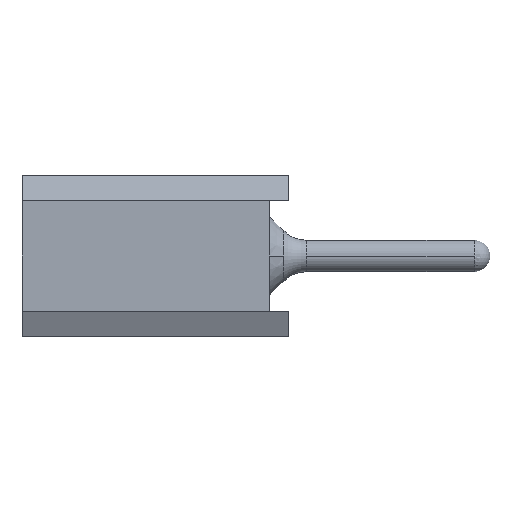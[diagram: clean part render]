
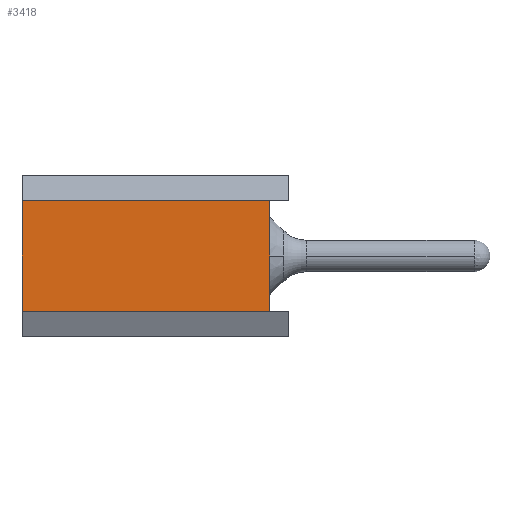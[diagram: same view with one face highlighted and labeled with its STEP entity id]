
A CAD part, left-side view. The second image highlights one B-rep face of the part: STEP entity #3418.
In plain terms, the highlighted planar face has unit normal (-1, 0, 0).
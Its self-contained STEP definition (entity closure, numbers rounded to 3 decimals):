
#1968=EDGE_CURVE('',#5460,#3798,#5813,.T.);
#2158=VERTEX_POINT('',#6019);
#2894=VERTEX_POINT('',#6842);
#3142=EDGE_CURVE('',#3798,#2158,#7118,.T.);
#3418=ADVANCED_FACE('',(#7422),#7423,.T.);
#3446=EDGE_CURVE('',#2158,#2894,#7455,.T.);
#3798=VERTEX_POINT('',#7843);
#4844=EDGE_CURVE('',#5460,#2894,#9000,.T.);
#5460=VERTEX_POINT('',#9711);
#5813=LINE('',#10098,#10099);
#6019=CARTESIAN_POINT('',(-11.43,4.2,0.87));
#6842=CARTESIAN_POINT('',(-11.43,4.2,-0.87));
#7118=LINE('',#11869,#11870);
#7422=FACE_OUTER_BOUND('',#12271,.T.);
#7423=PLANE('',#12272);
#7455=LINE('',#12312,#12313);
#7843=CARTESIAN_POINT('',(-11.43,0.3,0.87));
#9000=LINE('',#14392,#14393);
#9711=CARTESIAN_POINT('',(-11.43,0.3,-0.87));
#10098=CARTESIAN_POINT('',(-11.43,0.3,0.435));
#10099=VECTOR('',#15855,1.0);
#11869=CARTESIAN_POINT('',(-11.43,0.,0.87));
#11870=VECTOR('',#17437,1.0);
#12271=EDGE_LOOP('',(#17745,#17746,#17747,#17748));
#12272=AXIS2_PLACEMENT_3D('',#17749,#17750,#17751);
#12312=CARTESIAN_POINT('',(-11.43,4.2,0.87));
#12313=VECTOR('',#17798,1.0);
#14392=CARTESIAN_POINT('',(-11.43,0.,-0.87));
#14393=VECTOR('',#19618,1.0);
#15855=DIRECTION('',(0.0,0.0,1.0));
#17437=DIRECTION('',(0.0,1.0,0.));
#17745=ORIENTED_EDGE('',*,*,#1968,.T.);
#17746=ORIENTED_EDGE('',*,*,#3142,.T.);
#17747=ORIENTED_EDGE('',*,*,#3446,.T.);
#17748=ORIENTED_EDGE('',*,*,#4844,.F.);
#17749=CARTESIAN_POINT('',(-11.43,0.,0.87));
#17750=DIRECTION('',(-1.0,0.0,0.0));
#17751=DIRECTION('',(0.0,0.0,1.0));
#17798=DIRECTION('',(0.0,0.,-1.0));
#19618=DIRECTION('',(0.0,1.0,0.));
